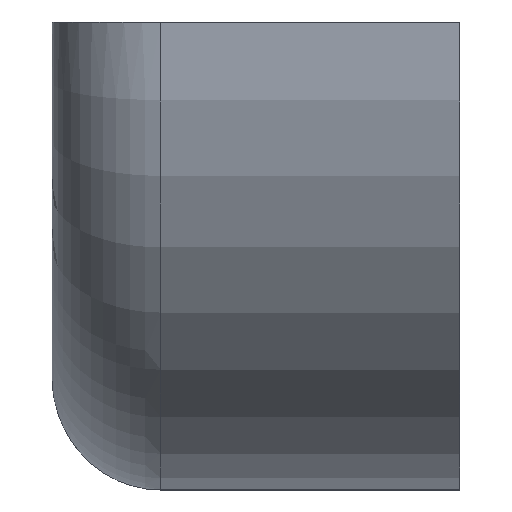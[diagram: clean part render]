
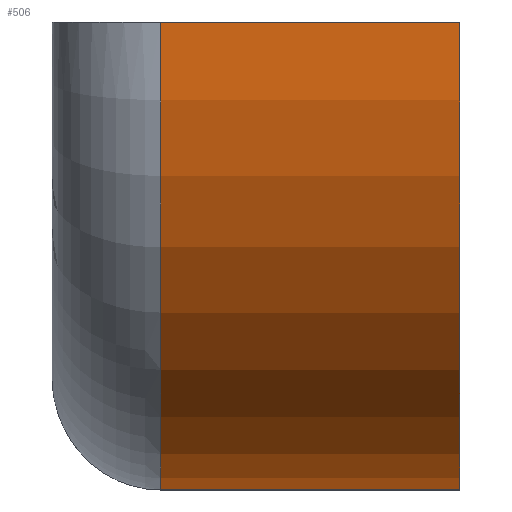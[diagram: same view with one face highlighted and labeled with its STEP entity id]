
A CAD part, left-side view. The second image highlights one B-rep face of the part: STEP entity #506.
In plain terms, the highlighted cylindrical face has radius 34.5 mm (diameter 69 mm), a partial arc.
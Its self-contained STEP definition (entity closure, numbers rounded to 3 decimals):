
#8 = VERTEX_POINT ( 'NONE', #927 ) ;
#35 = EDGE_CURVE ( 'NONE', #998, #502, #1041, .T. ) ;
#82 = AXIS2_PLACEMENT_3D ( 'NONE', #853, #970, #358 ) ;
#96 = LINE ( 'NONE', #1053, #1067 ) ;
#132 = DIRECTION ( 'NONE',  ( 0., -1., 0. ) ) ;
#190 = EDGE_CURVE ( 'NONE', #928, #502, #274, .T. ) ;
#206 = VECTOR ( 'NONE', #132, 1000. ) ;
#274 = LINE ( 'NONE', #1488, #206 ) ;
#288 = AXIS2_PLACEMENT_3D ( 'NONE', #886, #624, #1385 ) ;
#348 = DIRECTION ( 'NONE',  ( 0., -1., 0. ) ) ;
#357 = CARTESIAN_POINT ( 'NONE',  ( -34.5, 0., 0. ) ) ;
#358 = DIRECTION ( 'NONE',  ( 0., 0., 1. ) ) ;
#502 = VERTEX_POINT ( 'NONE', #357 ) ;
#506 = ADVANCED_FACE ( 'NONE', ( #712 ), #968, .T. ) ;
#624 = DIRECTION ( 'NONE',  ( 0., -1., 0. ) ) ;
#697 = DIRECTION ( 'NONE',  ( 0., -1., 0. ) ) ;
#712 = FACE_OUTER_BOUND ( 'NONE', #1372, .T. ) ;
#713 = ORIENTED_EDGE ( 'NONE', *, *, #778, .T. ) ;
#759 = ORIENTED_EDGE ( 'NONE', *, *, #190, .F. ) ;
#770 = CARTESIAN_POINT ( 'NONE',  ( -2.324, 0., -34.424 ) ) ;
#778 = EDGE_CURVE ( 'NONE', #928, #8, #964, .T. ) ;
#836 = DIRECTION ( 'NONE',  ( 0., 0., -1. ) ) ;
#853 = CARTESIAN_POINT ( 'NONE',  ( 0., 0., -0.002 ) ) ;
#886 = CARTESIAN_POINT ( 'NONE',  ( 0., 22., -0.002 ) ) ;
#927 = CARTESIAN_POINT ( 'NONE',  ( -2.324, 22., -34.424 ) ) ;
#928 = VERTEX_POINT ( 'NONE', #1108 ) ;
#964 = CIRCLE ( 'NONE', #288, 34.5 ) ;
#968 = CYLINDRICAL_SURFACE ( 'NONE', #1299, 34.5 ) ;
#970 = DIRECTION ( 'NONE',  ( 0., 1., 0. ) ) ;
#998 = VERTEX_POINT ( 'NONE', #770 ) ;
#1041 = CIRCLE ( 'NONE', #82, 34.5 ) ;
#1053 = CARTESIAN_POINT ( 'NONE',  ( -2.324, 30., -34.424 ) ) ;
#1067 = VECTOR ( 'NONE', #697, 1000. ) ;
#1108 = CARTESIAN_POINT ( 'NONE',  ( -34.5, 22., 0. ) ) ;
#1240 = ORIENTED_EDGE ( 'NONE', *, *, #1380, .T. ) ;
#1292 = ORIENTED_EDGE ( 'NONE', *, *, #35, .T. ) ;
#1299 = AXIS2_PLACEMENT_3D ( 'NONE', #1462, #348, #836 ) ;
#1372 = EDGE_LOOP ( 'NONE', ( #759, #713, #1240, #1292 ) ) ;
#1380 = EDGE_CURVE ( 'NONE', #8, #998, #96, .T. ) ;
#1385 = DIRECTION ( 'NONE',  ( 0., 0., 1. ) ) ;
#1462 = CARTESIAN_POINT ( 'NONE',  ( 0., 30., -0.002 ) ) ;
#1488 = CARTESIAN_POINT ( 'NONE',  ( -34.5, 30., 0. ) ) ;
